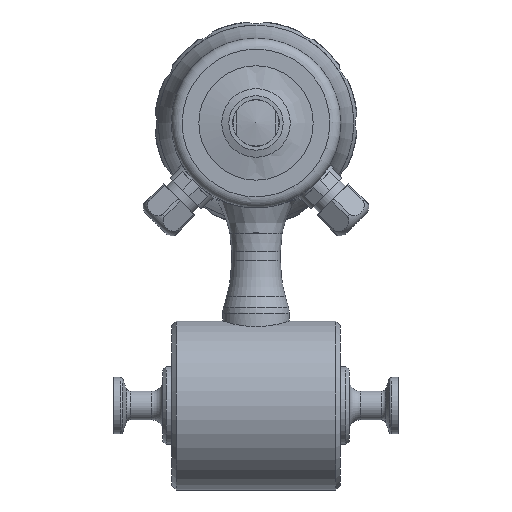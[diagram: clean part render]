
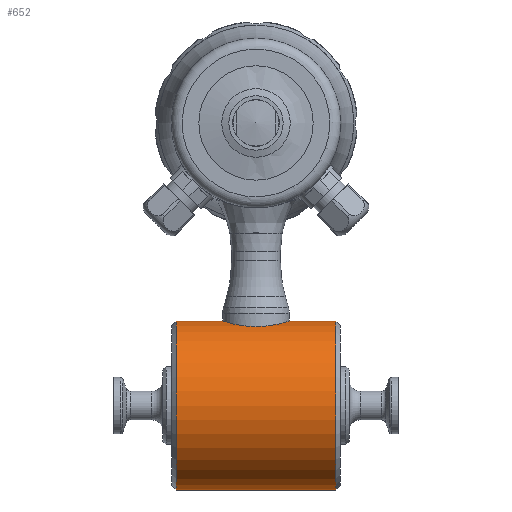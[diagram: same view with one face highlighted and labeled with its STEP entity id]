
A CAD part, left-side view. The second image highlights one B-rep face of the part: STEP entity #652.
In plain terms, the highlighted cylindrical face has radius 38.05 mm (diameter 76.1 mm), a full revolution.
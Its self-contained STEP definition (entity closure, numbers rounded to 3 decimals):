
#652 = ADVANCED_FACE( 'NONE', ( #1781, #1782, #1783 ), #1784, .T. );
#1781 = FACE_BOUND( '', #3590, .T. );
#1782 = FACE_OUTER_BOUND( '', #3591, .T. );
#1783 = FACE_OUTER_BOUND( '', #3592, .T. );
#1784 = CYLINDRICAL_SURFACE( '', #3593, 38.05 );
#3590 = EDGE_LOOP( '', ( #6244, #6245, #6246, #6247, #6248, #6249 ) );
#3591 = EDGE_LOOP( '', ( #6250 ) );
#3592 = EDGE_LOOP( '', ( #6251 ) );
#3593 = AXIS2_PLACEMENT_3D( '', #6252, #6253, #6254 );
#6244 = ORIENTED_EDGE( '', *, *, #10762, .F. );
#6245 = ORIENTED_EDGE( '', *, *, #10763, .F. );
#6246 = ORIENTED_EDGE( '', *, *, #10764, .F. );
#6247 = ORIENTED_EDGE( '', *, *, #10765, .F. );
#6248 = ORIENTED_EDGE( '', *, *, #10766, .F. );
#6249 = ORIENTED_EDGE( '', *, *, #10767, .F. );
#6250 = ORIENTED_EDGE( '', *, *, #10768, .F. );
#6251 = ORIENTED_EDGE( '', *, *, #10769, .T. );
#6252 = CARTESIAN_POINT( '', ( 0., -109.971, 0. ) );
#6253 = DIRECTION( '', ( 0., 1., 0. ) );
#6254 = DIRECTION( '', ( 0., 0., 1. ) );
#10762 = EDGE_CURVE( '', #12795, #12796, #12797, .F. );
#10763 = EDGE_CURVE( '', #12798, #12795, #12799, .T. );
#10764 = EDGE_CURVE( '', #12800, #12798, #12801, .T. );
#10765 = EDGE_CURVE( '', #12802, #12800, #12803, .F. );
#10766 = EDGE_CURVE( '', #12804, #12802, #12805, .T. );
#10767 = EDGE_CURVE( '', #12796, #12804, #12806, .T. );
#10768 = EDGE_CURVE( 'NONE', #12807, #12807, #12808, .T. );
#10769 = EDGE_CURVE( 'NONE', #12809, #12809, #12810, .T. );
#12795 = VERTEX_POINT( '', #16353 );
#12796 = VERTEX_POINT( '', #16354 );
#12797 = LINE( '', #16355, #16356 );
#12798 = VERTEX_POINT( '', #16357 );
#12799 = LINE( '', #16358, #16359 );
#12800 = VERTEX_POINT( '', #16360 );
#12801 = B_SPLINE_CURVE_WITH_KNOTS( '', 3, ( #16361, #16362, #16363, #16364, #16365, #16366, #16367, #16368, #16369, #16370, #16371, #16372 ), .UNSPECIFIED., .F., .F., ( 4, 1, 1, 1, 1, 1, 1, 1, 1, 4 ), ( 0., 0.1, 0.2, 0.3, 0.4, 0.499, 0.5, 0.666, 0.833, 1. ), .UNSPECIFIED. );
#12802 = VERTEX_POINT( '', #16373 );
#12803 = LINE( '', #16374, #16375 );
#12804 = VERTEX_POINT( '', #16376 );
#12805 = LINE( '', #16377, #16378 );
#12806 = B_SPLINE_CURVE_WITH_KNOTS( '', 3, ( #16379, #16380, #16381, #16382, #16383, #16384, #16385, #16386, #16387, #16388, #16389, #16390, #16391 ), .UNSPECIFIED., .F., .F., ( 4, 1, 1, 1, 1, 1, 1, 1, 1, 1, 4 ), ( 0., 0.1, 0.2, 0.3, 0.4, 0.5, 0.6, 0.7, 0.8, 0.9, 1. ), .UNSPECIFIED. );
#12807 = VERTEX_POINT( '', #16392 );
#12808 = CIRCLE( '', #16393, 38.05 );
#12809 = VERTEX_POINT( '', #16394 );
#12810 = CIRCLE( '', #16395, 38.05 );
#16353 = CARTESIAN_POINT( '', ( 1.786, 9.331, 38.008 ) );
#16354 = CARTESIAN_POINT( '', ( 1.786, 14.893, 38.008 ) );
#16355 = CARTESIAN_POINT( '', ( 1.786, 0.036, 38.008 ) );
#16356 = VECTOR( '', #22072, 1000. );
#16357 = CARTESIAN_POINT( '', ( 1.786, -14.893, 38.008 ) );
#16358 = CARTESIAN_POINT( '', ( 1.786, -15., 38.008 ) );
#16359 = VECTOR( '', #22073, 1000. );
#16360 = CARTESIAN_POINT( '', ( -1.786, -14.893, 38.008 ) );
#16361 = CARTESIAN_POINT( '', ( -1.786, -14.893, 38.008 ) );
#16362 = CARTESIAN_POINT( '', ( -1.667, -14.907, 38.013 ) );
#16363 = CARTESIAN_POINT( '', ( -1.43, -14.934, 38.024 ) );
#16364 = CARTESIAN_POINT( '', ( -1.073, -14.963, 38.035 ) );
#16365 = CARTESIAN_POINT( '', ( -0.716, -14.984, 38.044 ) );
#16366 = CARTESIAN_POINT( '', ( -0.359, -14.997, 38.049 ) );
#16367 = CARTESIAN_POINT( '', ( -0.12, -15., 38.05 ) );
#16368 = CARTESIAN_POINT( '', ( 0.198, -15., 38.05 ) );
#16369 = CARTESIAN_POINT( '', ( 0.596, -14.992, 38.047 ) );
#16370 = CARTESIAN_POINT( '', ( 1.192, -14.958, 38.033 ) );
#16371 = CARTESIAN_POINT( '', ( 1.588, -14.915, 38.016 ) );
#16372 = CARTESIAN_POINT( '', ( 1.786, -14.893, 38.008 ) );
#16373 = CARTESIAN_POINT( '', ( -1.786, 9.331, 38.008 ) );
#16374 = CARTESIAN_POINT( '', ( -1.786, -15., 38.008 ) );
#16375 = VECTOR( '', #22074, 1000. );
#16376 = CARTESIAN_POINT( '', ( -1.786, 14.893, 38.008 ) );
#16377 = CARTESIAN_POINT( '', ( -1.786, 0.036, 38.008 ) );
#16378 = VECTOR( '', #22075, 1000. );
#16379 = CARTESIAN_POINT( '', ( 1.786, 14.893, 38.008 ) );
#16380 = CARTESIAN_POINT( '', ( 1.667, 14.907, 38.013 ) );
#16381 = CARTESIAN_POINT( '', ( 1.43, 14.933, 38.024 ) );
#16382 = CARTESIAN_POINT( '', ( 1.073, 14.963, 38.035 ) );
#16383 = CARTESIAN_POINT( '', ( 0.716, 14.984, 38.044 ) );
#16384 = CARTESIAN_POINT( '', ( 0.358, 14.997, 38.049 ) );
#16385 = CARTESIAN_POINT( '', ( 0., 15.001, 38.05 ) );
#16386 = CARTESIAN_POINT( '', ( -0.358, 14.997, 38.049 ) );
#16387 = CARTESIAN_POINT( '', ( -0.716, 14.984, 38.044 ) );
#16388 = CARTESIAN_POINT( '', ( -1.073, 14.963, 38.035 ) );
#16389 = CARTESIAN_POINT( '', ( -1.43, 14.933, 38.024 ) );
#16390 = CARTESIAN_POINT( '', ( -1.667, 14.907, 38.013 ) );
#16391 = CARTESIAN_POINT( '', ( -1.786, 14.893, 38.008 ) );
#16392 = CARTESIAN_POINT( '', ( 0., -36., 38.05 ) );
#16393 = AXIS2_PLACEMENT_3D( '', #22076, #22077, #22078 );
#16394 = CARTESIAN_POINT( '', ( 0., 36., 38.05 ) );
#16395 = AXIS2_PLACEMENT_3D( '', #22079, #22080, #22081 );
#22072 = DIRECTION( '', ( 0., -1., 0. ) );
#22073 = DIRECTION( '', ( 0., 1., 0. ) );
#22074 = DIRECTION( '', ( 0., 1., 0. ) );
#22075 = DIRECTION( '', ( 0., -1., 0. ) );
#22076 = CARTESIAN_POINT( '', ( 0., -36., 0. ) );
#22077 = DIRECTION( '', ( 0., -1., 0. ) );
#22078 = DIRECTION( '', ( 0., 0., 1. ) );
#22079 = CARTESIAN_POINT( '', ( 0., 36., 0. ) );
#22080 = DIRECTION( '', ( 0., -1., 0. ) );
#22081 = DIRECTION( '', ( 0., 0., 1. ) );
